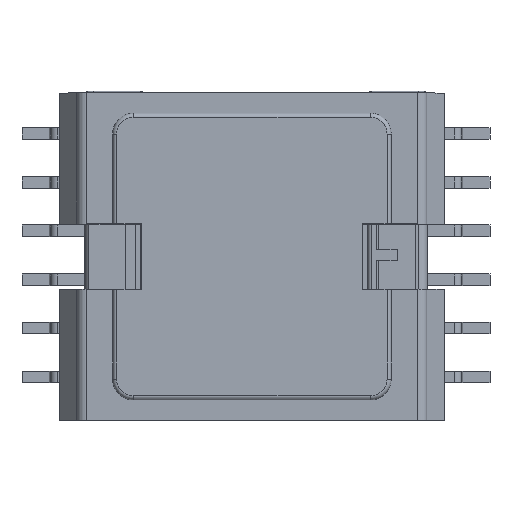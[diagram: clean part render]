
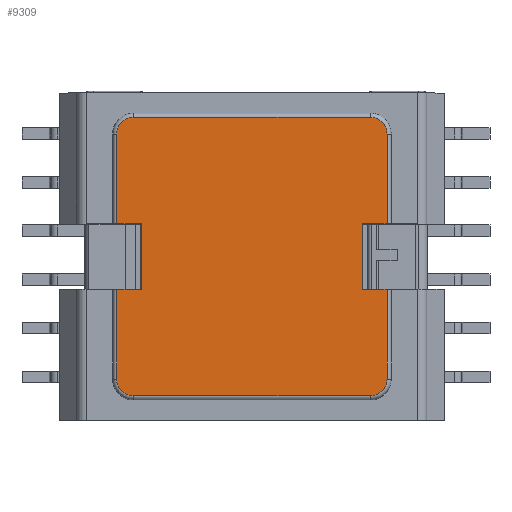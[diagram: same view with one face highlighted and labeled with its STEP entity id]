
A CAD part, top view. The second image highlights one B-rep face of the part: STEP entity #9309.
In plain terms, the highlighted face is planar.
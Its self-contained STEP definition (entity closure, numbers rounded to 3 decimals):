
#161=PLANE('',#12971);
#430=LINE('',#16657,#1421);
#431=LINE('',#16668,#1422);
#433=LINE('',#16680,#1424);
#435=LINE('',#16686,#1426);
#438=LINE('',#16702,#1429);
#440=LINE('',#16714,#1431);
#442=LINE('',#16718,#1433);
#466=LINE('',#16786,#1457);
#494=LINE('',#16867,#1485);
#504=LINE('',#16898,#1495);
#523=LINE('',#16944,#1514);
#532=LINE('',#16973,#1523);
#1421=VECTOR('',#13796,1000.);
#1422=VECTOR('',#13809,1000.);
#1424=VECTOR('',#13823,1000.);
#1426=VECTOR('',#13829,1000.);
#1429=VECTOR('',#13846,1000.);
#1431=VECTOR('',#13860,1000.);
#1433=VECTOR('',#13864,1000.);
#1457=VECTOR('',#13928,1000.);
#1485=VECTOR('',#14008,1000.);
#1495=VECTOR('',#14032,1000.);
#1514=VECTOR('',#14079,1000.);
#1523=VECTOR('',#14102,1000.);
#2709=ORIENTED_EDGE('',*,*,#5259,.T.);
#2710=ORIENTED_EDGE('',*,*,#5254,.T.);
#2711=ORIENTED_EDGE('',*,*,#5346,.T.);
#2712=ORIENTED_EDGE('',*,*,#5362,.T.);
#2713=ORIENTED_EDGE('',*,*,#5270,.F.);
#2714=ORIENTED_EDGE('',*,*,#5240,.T.);
#2715=ORIENTED_EDGE('',*,*,#5242,.T.);
#2716=ORIENTED_EDGE('',*,*,#5245,.T.);
#2717=ORIENTED_EDGE('',*,*,#5248,.T.);
#2718=ORIENTED_EDGE('',*,*,#5251,.T.);
#2719=ORIENTED_EDGE('',*,*,#5304,.T.);
#2720=ORIENTED_EDGE('',*,*,#5400,.F.);
#2721=ORIENTED_EDGE('',*,*,#5385,.F.);
#2722=ORIENTED_EDGE('',*,*,#5268,.T.);
#2723=ORIENTED_EDGE('',*,*,#5265,.T.);
#2724=ORIENTED_EDGE('',*,*,#5262,.T.);
#5240=EDGE_CURVE('',#6651,#6653,#430,.T.);
#5242=EDGE_CURVE('',#6653,#6655,#7523,.T.);
#5245=EDGE_CURVE('',#6655,#6657,#431,.T.);
#5248=EDGE_CURVE('',#6657,#6659,#7527,.T.);
#5251=EDGE_CURVE('',#6659,#6660,#433,.T.);
#5254=EDGE_CURVE('',#6664,#6662,#435,.T.);
#5259=EDGE_CURVE('',#6666,#6664,#7534,.T.);
#5262=EDGE_CURVE('',#6668,#6666,#438,.T.);
#5265=EDGE_CURVE('',#6670,#6668,#7538,.T.);
#5268=EDGE_CURVE('',#6673,#6670,#440,.T.);
#5270=EDGE_CURVE('',#6651,#6675,#442,.T.);
#5304=EDGE_CURVE('',#6660,#6699,#466,.T.);
#5346=EDGE_CURVE('',#6662,#6726,#494,.T.);
#5362=EDGE_CURVE('',#6726,#6675,#504,.T.);
#5385=EDGE_CURVE('',#6673,#6753,#523,.T.);
#5400=EDGE_CURVE('',#6753,#6699,#532,.T.);
#6651=VERTEX_POINT('',#16652);
#6653=VERTEX_POINT('',#16656);
#6655=VERTEX_POINT('',#16661);
#6657=VERTEX_POINT('',#16667);
#6659=VERTEX_POINT('',#16673);
#6660=VERTEX_POINT('',#16678);
#6662=VERTEX_POINT('',#16684);
#6664=VERTEX_POINT('',#16687);
#6666=VERTEX_POINT('',#16693);
#6668=VERTEX_POINT('',#16699);
#6670=VERTEX_POINT('',#16705);
#6673=VERTEX_POINT('',#16712);
#6675=VERTEX_POINT('',#16719);
#6699=VERTEX_POINT('',#16787);
#6726=VERTEX_POINT('',#16868);
#6753=VERTEX_POINT('',#16945);
#7523=CIRCLE('',#12858,1.02);
#7527=CIRCLE('',#12864,1.02);
#7534=CIRCLE('',#12874,1.02);
#7538=CIRCLE('',#12880,1.02);
#7944=EDGE_LOOP('',(#2709,#2710,#2711,#2712,#2713,#2714,#2715,#2716,#2717,
#2718,#2719,#2720,#2721,#2722,#2723,#2724));
#8521=FACE_BOUND('',#7944,.T.);
#9309=ADVANCED_FACE('',(#8521),#161,.T.);
#12858=AXIS2_PLACEMENT_3D('',#16662,#13801,#13802);
#12864=AXIS2_PLACEMENT_3D('',#16674,#13815,#13816);
#12874=AXIS2_PLACEMENT_3D('',#16696,#13839,#13840);
#12880=AXIS2_PLACEMENT_3D('',#16708,#13853,#13854);
#12971=AXIS2_PLACEMENT_3D('',#17017,#14147,#14148);
#13796=DIRECTION('',(0.,0.,-1.));
#13801=DIRECTION('',(0.,1.,0.));
#13802=DIRECTION('',(-1.,0.,0.));
#13809=DIRECTION('',(-1.,0.,0.));
#13815=DIRECTION('',(0.,1.,0.));
#13816=DIRECTION('',(-1.,0.,0.));
#13823=DIRECTION('',(0.,0.,1.));
#13829=DIRECTION('',(0.,0.,-1.));
#13839=DIRECTION('',(0.,1.,0.));
#13840=DIRECTION('',(-1.,0.,0.));
#13846=DIRECTION('',(1.,0.,0.));
#13853=DIRECTION('',(0.,1.,0.));
#13854=DIRECTION('',(-1.,0.,0.));
#13860=DIRECTION('',(0.,0.,1.));
#13864=DIRECTION('',(-1.,0.,0.));
#13928=DIRECTION('',(1.,0.,0.));
#14008=DIRECTION('',(-1.,0.,0.));
#14032=DIRECTION('',(0.,0.,-1.));
#14079=DIRECTION('',(1.,0.,0.));
#14102=DIRECTION('',(0.,0.,-1.));
#14147=DIRECTION('',(0.,1.,0.));
#14148=DIRECTION('',(-1.,0.,0.));
#16652=CARTESIAN_POINT('',(8.,10.93,-1.89));
#16656=CARTESIAN_POINT('',(8.,10.93,-7.38));
#16657=CARTESIAN_POINT('',(8.,10.93,0.1));
#16661=CARTESIAN_POINT('',(6.98,10.93,-8.4));
#16662=CARTESIAN_POINT('',(6.98,10.93,-7.38));
#16667=CARTESIAN_POINT('',(-7.48,10.93,-8.4));
#16668=CARTESIAN_POINT('',(-7.48,10.93,-8.4));
#16673=CARTESIAN_POINT('',(-8.5,10.93,-7.38));
#16674=CARTESIAN_POINT('',(-7.48,10.93,-7.38));
#16678=CARTESIAN_POINT('',(-8.5,10.93,-1.89));
#16680=CARTESIAN_POINT('',(-8.5,10.93,0.1));
#16684=CARTESIAN_POINT('',(8.,10.93,2.09));
#16686=CARTESIAN_POINT('',(8.,10.93,0.1));
#16687=CARTESIAN_POINT('',(8.,10.93,7.58));
#16693=CARTESIAN_POINT('',(6.98,10.93,8.6));
#16696=CARTESIAN_POINT('',(6.98,10.93,7.58));
#16699=CARTESIAN_POINT('',(-7.48,10.93,8.6));
#16702=CARTESIAN_POINT('',(6.98,10.93,8.6));
#16705=CARTESIAN_POINT('',(-8.5,10.93,7.58));
#16708=CARTESIAN_POINT('',(-7.48,10.93,7.58));
#16712=CARTESIAN_POINT('',(-8.5,10.93,2.09));
#16714=CARTESIAN_POINT('',(-8.5,10.93,0.1));
#16718=CARTESIAN_POINT('',(11.475,10.93,-1.89));
#16719=CARTESIAN_POINT('',(6.48,10.93,-1.89));
#16786=CARTESIAN_POINT('',(-11.975,10.93,-1.89));
#16787=CARTESIAN_POINT('',(-6.98,10.93,-1.89));
#16867=CARTESIAN_POINT('',(11.475,10.93,2.09));
#16868=CARTESIAN_POINT('',(6.48,10.93,2.09));
#16898=CARTESIAN_POINT('',(6.48,10.93,0.1));
#16944=CARTESIAN_POINT('',(-11.975,10.93,2.09));
#16945=CARTESIAN_POINT('',(-6.98,10.93,2.09));
#16973=CARTESIAN_POINT('',(-6.98,10.93,0.1));
#17017=CARTESIAN_POINT('',(-8.75,10.93,0.1));
